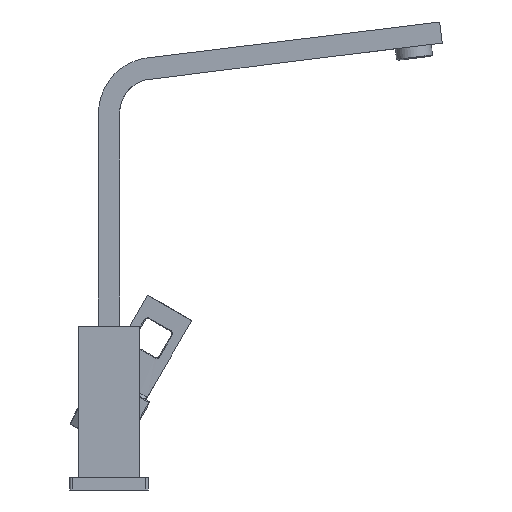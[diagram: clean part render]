
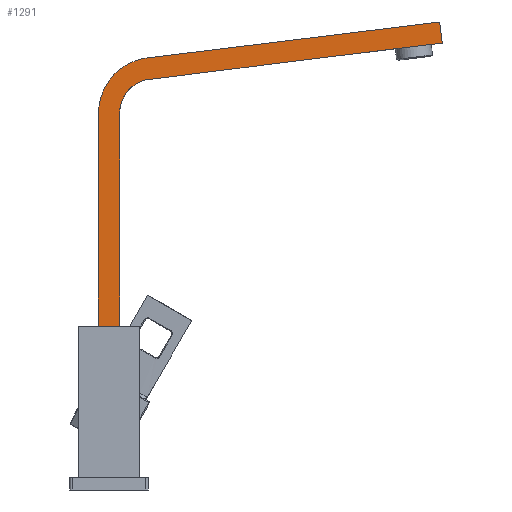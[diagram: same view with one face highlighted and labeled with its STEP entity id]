
A CAD part, front view. The second image highlights one B-rep face of the part: STEP entity #1291.
In plain terms, the highlighted planar face has unit normal (0, -1, 0).
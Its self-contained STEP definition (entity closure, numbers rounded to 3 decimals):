
#64=B_SPLINE_CURVE_WITH_KNOTS('',3,(#2492,#2493,#2494,#2495,#2496,#2497,
#2498,#2499,#2500,#2501,#2502,#2503,#2504,#2505,#2506,#2507,#2508,#2509,
#2510,#2511,#2512,#2513,#2514,#2515,#2516,#2517,#2518,#2519,#2520,#2521,
#2522,#2523,#2524,#2525,#2526,#2527,#2528,#2529,#2530,#2531,#2532,#2533,
#2534),.UNSPECIFIED.,.F.,.F.,(4,1,1,1,1,1,1,1,1,1,1,1,1,1,1,1,1,1,1,1,1,
1,1,1,1,1,1,1,1,1,1,1,1,1,1,1,1,1,1,1,4),(0.,0.024,0.049,
0.061,0.073,0.085,0.097,
0.109,0.122,0.128,0.134,
0.137,0.14,0.143,0.146,
0.152,0.155,0.158,0.164,
0.167,0.17,0.176,0.179,
0.182,0.189,0.192,0.195,
0.198,0.201,0.207,0.213,
0.219,0.231,0.243,0.255,
0.268,0.292,0.316,0.341,
0.365,0.389),.UNSPECIFIED.);
#65=B_SPLINE_CURVE_WITH_KNOTS('',3,(#2540,#2541,#2542,#2543,#2544,#2545,
#2546,#2547,#2548,#2549,#2550,#2551,#2552,#2553,#2554,#2555,#2556,#2557,
#2558,#2559,#2560,#2561,#2562,#2563,#2564,#2565,#2566,#2567,#2568,#2569,
#2570,#2571,#2572,#2573,#2574,#2575,#2576,#2577,#2578,#2579,#2580,#2581,
#2582),.UNSPECIFIED.,.F.,.F.,(4,1,1,1,1,1,1,1,1,1,1,1,1,1,1,1,1,1,1,1,1,
1,1,1,1,1,1,1,1,1,1,1,1,1,1,1,1,1,1,1,4),(0.,0.023,0.046,
0.068,0.08,0.091,0.103,
0.114,0.126,0.131,0.134,
0.137,0.14,0.143,0.145,
0.148,0.151,0.154,0.157,
0.16,0.163,0.165,0.168,
0.171,0.173,0.174,0.177,0.183,
0.188,0.194,0.2,0.205,
0.217,0.228,0.24,0.251,
0.274,0.297,0.32,0.342,
0.365),.UNSPECIFIED.);
#187=PLANE('',#1801);
#226=LINE('',#2538,#300);
#227=LINE('',#2584,#301);
#300=VECTOR('',#1976,1000.);
#301=VECTOR('',#1977,1000.);
#416=ORIENTED_EDGE('',*,*,#747,.F.);
#417=ORIENTED_EDGE('',*,*,#749,.F.);
#418=ORIENTED_EDGE('',*,*,#750,.T.);
#419=ORIENTED_EDGE('',*,*,#751,.F.);
#747=EDGE_CURVE('',#933,#934,#64,.T.);
#749=EDGE_CURVE('',#935,#933,#226,.T.);
#750=EDGE_CURVE('',#935,#936,#65,.T.);
#751=EDGE_CURVE('',#934,#936,#227,.T.);
#933=VERTEX_POINT('',#2491);
#934=VERTEX_POINT('',#2535);
#935=VERTEX_POINT('',#2539);
#936=VERTEX_POINT('',#2583);
#1106=EDGE_LOOP('',(#416,#417,#418,#419));
#1190=FACE_BOUND('',#1106,.T.);
#1291=ADVANCED_FACE('',(#1190),#187,.T.);
#1801=AXIS2_PLACEMENT_3D('',#2537,#1974,#1975);
#1974=DIRECTION('',(0.,-1.,0.));
#1975=DIRECTION('',(0.752,0.,0.659));
#1976=DIRECTION('',(-1.,0.,0.));
#1977=DIRECTION('',(0.122,0.,-0.993));
#2491=CARTESIAN_POINT('',(-7.,-15.975,100.3));
#2492=CARTESIAN_POINT('',(-7.,-15.975,100.3));
#2493=CARTESIAN_POINT('',(-7.,-15.975,108.41));
#2494=CARTESIAN_POINT('',(-7.,-15.975,124.631));
#2495=CARTESIAN_POINT('',(-7.,-15.975,144.906));
#2496=CARTESIAN_POINT('',(-7.,-15.975,161.127));
#2497=CARTESIAN_POINT('',(-7.,-15.975,173.292));
#2498=CARTESIAN_POINT('',(-7.,-15.975,185.458));
#2499=CARTESIAN_POINT('',(-7.,-15.975,197.623));
#2500=CARTESIAN_POINT('',(-7.,-15.975,209.789));
#2501=CARTESIAN_POINT('',(-7.,-15.975,219.926));
#2502=CARTESIAN_POINT('',(-7.,-15.975,228.037));
#2503=CARTESIAN_POINT('',(-7.001,-15.975,233.106));
#2504=CARTESIAN_POINT('',(-6.998,-15.975,237.16));
#2505=CARTESIAN_POINT('',(-7.007,-15.975,240.203));
#2506=CARTESIAN_POINT('',(-6.978,-15.975,243.24));
#2507=CARTESIAN_POINT('',(-6.555,-15.975,247.23));
#2508=CARTESIAN_POINT('',(-5.667,-15.975,251.161));
#2509=CARTESIAN_POINT('',(-4.281,-15.975,254.986));
#2510=CARTESIAN_POINT('',(-2.61,-15.975,258.632));
#2511=CARTESIAN_POINT('',(-0.52,-15.975,262.058));
#2512=CARTESIAN_POINT('',(2.025,-15.975,265.24));
#2513=CARTESIAN_POINT('',(4.8,-15.975,268.151));
#2514=CARTESIAN_POINT('',(7.861,-15.975,270.745));
#2515=CARTESIAN_POINT('',(11.308,-15.975,272.925));
#2516=CARTESIAN_POINT('',(14.865,-15.975,274.826));
#2517=CARTESIAN_POINT('',(18.616,-15.975,276.257));
#2518=CARTESIAN_POINT('',(22.572,-15.975,277.254));
#2519=CARTESIAN_POINT('',(25.579,-15.975,277.698));
#2520=CARTESIAN_POINT('',(28.596,-15.975,278.065));
#2521=CARTESIAN_POINT('',(32.618,-15.975,278.551));
#2522=CARTESIAN_POINT('',(37.645,-15.975,279.174));
#2523=CARTESIAN_POINT('',(43.677,-15.975,279.912));
#2524=CARTESIAN_POINT('',(51.72,-15.975,280.901));
#2525=CARTESIAN_POINT('',(61.774,-15.975,282.135));
#2526=CARTESIAN_POINT('',(73.839,-15.975,283.616));
#2527=CARTESIAN_POINT('',(85.904,-15.975,285.097));
#2528=CARTESIAN_POINT('',(101.99,-15.975,287.073));
#2529=CARTESIAN_POINT('',(122.099,-15.975,289.542));
#2530=CARTESIAN_POINT('',(146.228,-15.975,292.504));
#2531=CARTESIAN_POINT('',(170.358,-15.975,295.467));
#2532=CARTESIAN_POINT('',(194.487,-15.975,298.43));
#2533=CARTESIAN_POINT('',(210.574,-15.975,300.405));
#2534=CARTESIAN_POINT('',(218.617,-15.975,301.393));
#2535=CARTESIAN_POINT('',(218.617,-15.975,301.393));
#2537=CARTESIAN_POINT('',(6.63,-15.975,100.8));
#2538=CARTESIAN_POINT('',(6.5,-15.975,100.3));
#2539=CARTESIAN_POINT('',(7.,-15.975,100.3));
#2540=CARTESIAN_POINT('',(7.,-15.975,100.3));
#2541=CARTESIAN_POINT('',(7.,-15.975,107.907));
#2542=CARTESIAN_POINT('',(7.,-15.975,123.122));
#2543=CARTESIAN_POINT('',(7.,-15.975,145.943));
#2544=CARTESIAN_POINT('',(7.,-15.975,164.961));
#2545=CARTESIAN_POINT('',(7.,-15.975,180.175));
#2546=CARTESIAN_POINT('',(7.,-15.975,191.586));
#2547=CARTESIAN_POINT('',(7.,-15.975,202.997));
#2548=CARTESIAN_POINT('',(7.,-15.975,214.408));
#2549=CARTESIAN_POINT('',(7.,-15.975,223.917));
#2550=CARTESIAN_POINT('',(7.,-15.975,230.573));
#2551=CARTESIAN_POINT('',(7.,-15.975,234.376));
#2552=CARTESIAN_POINT('',(7.001,-15.975,237.229));
#2553=CARTESIAN_POINT('',(6.995,-15.975,240.082));
#2554=CARTESIAN_POINT('',(7.018,-15.975,242.933));
#2555=CARTESIAN_POINT('',(7.443,-15.975,245.735));
#2556=CARTESIAN_POINT('',(8.211,-15.975,248.516));
#2557=CARTESIAN_POINT('',(9.335,-15.975,251.188));
#2558=CARTESIAN_POINT('',(10.759,-15.975,253.664));
#2559=CARTESIAN_POINT('',(12.509,-15.975,255.992));
#2560=CARTESIAN_POINT('',(14.528,-15.975,258.042));
#2561=CARTESIAN_POINT('',(16.757,-15.975,259.846));
#2562=CARTESIAN_POINT('',(19.258,-15.975,261.353));
#2563=CARTESIAN_POINT('',(21.87,-15.975,262.539));
#2564=CARTESIAN_POINT('',(24.171,-15.975,263.238));
#2565=CARTESIAN_POINT('',(26.073,-15.975,263.639));
#2566=CARTESIAN_POINT('',(27.99,-15.975,263.88));
#2567=CARTESIAN_POINT('',(31.348,-15.975,264.298));
#2568=CARTESIAN_POINT('',(36.144,-15.975,264.88));
#2569=CARTESIAN_POINT('',(41.9,-15.975,265.59));
#2570=CARTESIAN_POINT('',(47.655,-15.975,266.296));
#2571=CARTESIAN_POINT('',(53.411,-15.975,267.003));
#2572=CARTESIAN_POINT('',(61.085,-15.975,267.945));
#2573=CARTESIAN_POINT('',(70.678,-15.975,269.123));
#2574=CARTESIAN_POINT('',(82.189,-15.975,270.536));
#2575=CARTESIAN_POINT('',(93.7,-15.975,271.95));
#2576=CARTESIAN_POINT('',(109.048,-15.975,273.834));
#2577=CARTESIAN_POINT('',(128.234,-15.975,276.19));
#2578=CARTESIAN_POINT('',(151.256,-15.975,279.017));
#2579=CARTESIAN_POINT('',(174.279,-15.975,281.843));
#2580=CARTESIAN_POINT('',(197.301,-15.975,284.67));
#2581=CARTESIAN_POINT('',(212.649,-15.975,286.555));
#2582=CARTESIAN_POINT('',(220.323,-15.975,287.497));
#2583=CARTESIAN_POINT('',(220.323,-15.975,287.497));
#2584=CARTESIAN_POINT('',(218.678,-15.975,300.896));
